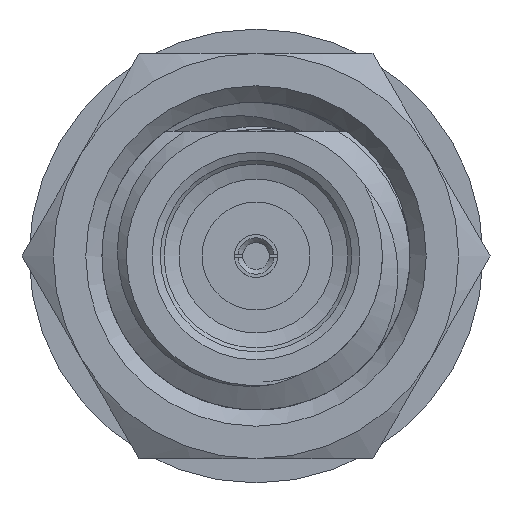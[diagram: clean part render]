
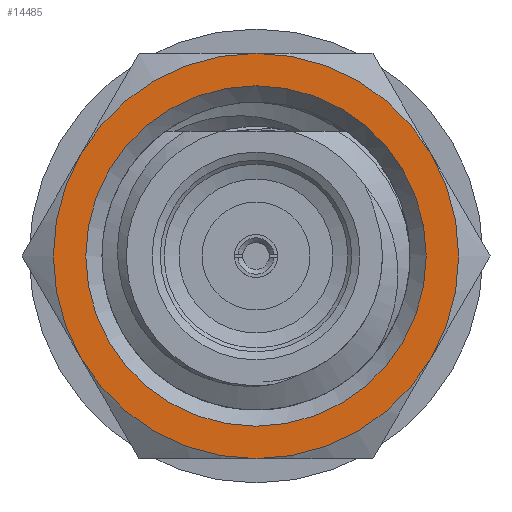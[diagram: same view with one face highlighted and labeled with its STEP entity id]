
A CAD part, left-side view. The second image highlights one B-rep face of the part: STEP entity #14485.
In plain terms, the highlighted planar face has unit normal (-1, 0, 0).
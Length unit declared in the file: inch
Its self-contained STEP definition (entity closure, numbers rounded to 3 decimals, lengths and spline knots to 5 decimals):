
#279 = VERTEX_POINT ( 'NONE', #1507 ) ;
#306 = AXIS2_PLACEMENT_3D ( 'NONE', #14580, #4102, #6527 ) ;
#588 = DIRECTION ( 'NONE',  ( 0., -0.5, 0.866 ) ) ;
#816 = CARTESIAN_POINT ( 'NONE',  ( 0.086, 0., 0. ) ) ;
#1290 = EDGE_CURVE ( 'NONE', #4420, #4420, #4551, .T. ) ;
#1375 = CIRCLE ( 'NONE', #12568, 0.125 ) ;
#1382 = VERTEX_POINT ( 'NONE', #6543 ) ;
#1507 = CARTESIAN_POINT ( 'NONE',  ( 0.086, 0., 0.125 ) ) ;
#1999 = CARTESIAN_POINT ( 'NONE',  ( 0.086, 0., 0. ) ) ;
#2161 = ORIENTED_EDGE ( 'NONE', *, *, #11409, .T. ) ;
#2164 = EDGE_LOOP ( 'NONE', ( #4650, #2161, #8809, #13612, #11228, #11244 ) ) ;
#2856 = ORIENTED_EDGE ( 'NONE', *, *, #1290, .T. ) ;
#3432 = PLANE ( 'NONE',  #5814 ) ;
#3441 = EDGE_LOOP ( 'NONE', ( #2856 ) ) ;
#3446 = EDGE_CURVE ( 'NONE', #13247, #12474, #4720, .T. ) ;
#3664 = EDGE_CURVE ( 'NONE', #3988, #1382, #14010, .T. ) ;
#3732 = AXIS2_PLACEMENT_3D ( 'NONE', #816, #6386, #11269 ) ;
#3977 = CARTESIAN_POINT ( 'NONE',  ( 0.086, 0.10825, 0.0625 ) ) ;
#3988 = VERTEX_POINT ( 'NONE', #3977 ) ;
#4102 = DIRECTION ( 'NONE',  ( -1., 0., 0. ) ) ;
#4420 = VERTEX_POINT ( 'NONE', #6473 ) ;
#4551 = CIRCLE ( 'NONE', #3732, 0.105 ) ;
#4650 = ORIENTED_EDGE ( 'NONE', *, *, #15002, .T. ) ;
#4720 = CIRCLE ( 'NONE', #10044, 0.125 ) ;
#4793 = EDGE_CURVE ( 'NONE', #13679, #12474, #1375, .T. ) ;
#5312 = AXIS2_PLACEMENT_3D ( 'NONE', #13280, #7393, #588 ) ;
#5673 = DIRECTION ( 'NONE',  ( 1., 0., 0. ) ) ;
#5763 = DIRECTION ( 'NONE',  ( 1., 0., 0. ) ) ;
#5814 = AXIS2_PLACEMENT_3D ( 'NONE', #11444, #5673, #9092 ) ;
#6228 = CARTESIAN_POINT ( 'NONE',  ( 0.086, 0., -0.125 ) ) ;
#6320 = DIRECTION ( 'NONE',  ( 0., -0.5, 0.866 ) ) ;
#6386 = DIRECTION ( 'NONE',  ( 1., 0., 0. ) ) ;
#6473 = CARTESIAN_POINT ( 'NONE',  ( 0.086, -0.0525, 0.09093 ) ) ;
#6527 = DIRECTION ( 'NONE',  ( 0., -0.5, 0.866 ) ) ;
#6543 = CARTESIAN_POINT ( 'NONE',  ( 0.086, 0.10825, -0.0625 ) ) ;
#6739 = DIRECTION ( 'NONE',  ( 0., -0.5, 0.866 ) ) ;
#6900 = DIRECTION ( 'NONE',  ( 0., -0.5, 0.866 ) ) ;
#7393 = DIRECTION ( 'NONE',  ( -1., 0., 0. ) ) ;
#8809 = ORIENTED_EDGE ( 'NONE', *, *, #3664, .T. ) ;
#9016 = CARTESIAN_POINT ( 'NONE',  ( 0.086, 0., 0. ) ) ;
#9092 = DIRECTION ( 'NONE',  ( 0., -0.5, 0.866 ) ) ;
#9758 = CIRCLE ( 'NONE', #12981, 0.125 ) ;
#10044 = AXIS2_PLACEMENT_3D ( 'NONE', #1999, #11157, #12408 ) ;
#11157 = DIRECTION ( 'NONE',  ( -1., 0., 0. ) ) ;
#11228 = ORIENTED_EDGE ( 'NONE', *, *, #3446, .T. ) ;
#11244 = ORIENTED_EDGE ( 'NONE', *, *, #4793, .F. ) ;
#11269 = DIRECTION ( 'NONE',  ( 0., -0.5, 0.866 ) ) ;
#11277 = CARTESIAN_POINT ( 'NONE',  ( 0.086, -0.10825, -0.0625 ) ) ;
#11409 = EDGE_CURVE ( 'NONE', #279, #3988, #9758, .T. ) ;
#11444 = CARTESIAN_POINT ( 'NONE',  ( 0.086, 0., 0. ) ) ;
#11590 = EDGE_CURVE ( 'NONE', #1382, #13247, #14506, .T. ) ;
#11702 = AXIS2_PLACEMENT_3D ( 'NONE', #14415, #12133, #6320 ) ;
#12133 = DIRECTION ( 'NONE',  ( -1., 0., 0. ) ) ;
#12408 = DIRECTION ( 'NONE',  ( 0., -0.5, 0.866 ) ) ;
#12474 = VERTEX_POINT ( 'NONE', #11277 ) ;
#12568 = AXIS2_PLACEMENT_3D ( 'NONE', #12791, #5763, #6900 ) ;
#12614 = CIRCLE ( 'NONE', #306, 0.125 ) ;
#12642 = FACE_OUTER_BOUND ( 'NONE', #2164, .T. ) ;
#12658 = DIRECTION ( 'NONE',  ( -1., 0., 0. ) ) ;
#12688 = CARTESIAN_POINT ( 'NONE',  ( 0.086, -0.10825, 0.0625 ) ) ;
#12791 = CARTESIAN_POINT ( 'NONE',  ( 0.086, 0., 0. ) ) ;
#12981 = AXIS2_PLACEMENT_3D ( 'NONE', #9016, #12658, #6739 ) ;
#13247 = VERTEX_POINT ( 'NONE', #6228 ) ;
#13280 = CARTESIAN_POINT ( 'NONE',  ( 0.086, 0., 0. ) ) ;
#13612 = ORIENTED_EDGE ( 'NONE', *, *, #11590, .T. ) ;
#13679 = VERTEX_POINT ( 'NONE', #12688 ) ;
#14010 = CIRCLE ( 'NONE', #5312, 0.125 ) ;
#14257 = FACE_BOUND ( 'NONE', #3441, .T. ) ;
#14415 = CARTESIAN_POINT ( 'NONE',  ( 0.086, 0., 0. ) ) ;
#14485 = ADVANCED_FACE ( 'NONE', ( #14257, #12642 ), #3432, .F. ) ;
#14506 = CIRCLE ( 'NONE', #11702, 0.125 ) ;
#14580 = CARTESIAN_POINT ( 'NONE',  ( 0.086, 0., 0. ) ) ;
#15002 = EDGE_CURVE ( 'NONE', #13679, #279, #12614, .T. ) ;
